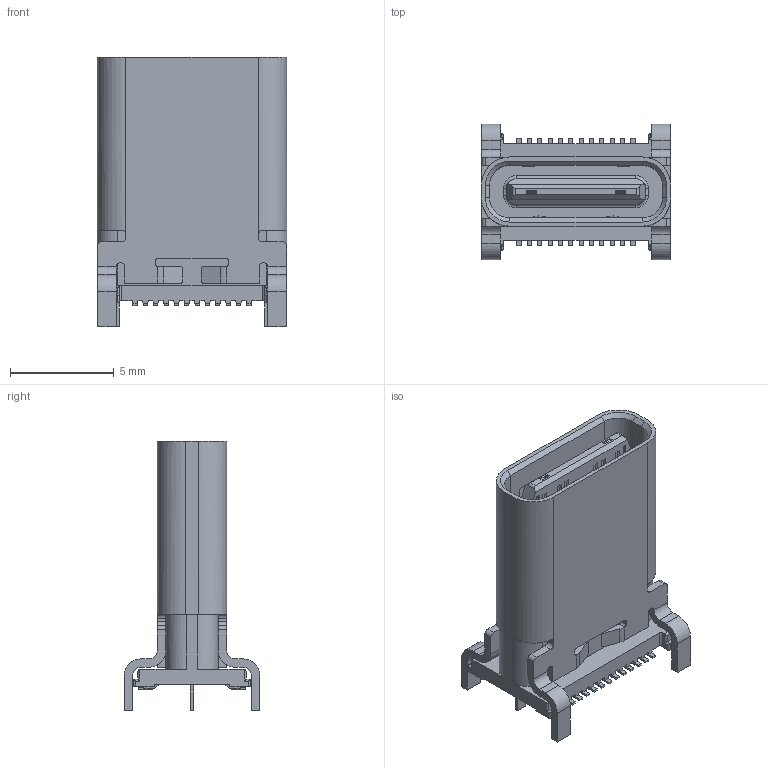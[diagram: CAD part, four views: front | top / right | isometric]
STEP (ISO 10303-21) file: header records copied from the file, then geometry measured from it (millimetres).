
FILE_DESCRIPTION((''),'2;1');
FILE_NAME('C-2337857-1','2019-01-07T07:31:43',('workeradm'),('TE Connectivity Ltd.'),'CREO PARAMETRIC BY PTC INC, 2018190','CREO PARAMETRIC BY PTC INC, 2018190','');
FILE_SCHEMA(('AUTOMOTIVE_DESIGN { 1 0 10303 214 1 1 1 1 }'));
Length unit declared in the file: millimetre
Products named in the file (1): C-2337857-1
Bounding box: 9.15 x 6.54 x 13 mm (x, y, z)
Volume: 282.9 mm3; surface area: 663.7 mm2
Topology: 1 solids, 1 shells, 740 faces, 2066 edges, 1354 vertices
Faces by surface type: plane 568, cylinder 152, bspline 12, cone 4, torus 4
Entity records: 23977 total; most frequent: CARTESIAN_POINT 4843, ORIENTED_EDGE 4124, DIRECTION 3732, EDGE_CURVE 2062, VECTOR 1720, LINE 1720, VERTEX_POINT 1354, AXIS2_PLACEMENT_3D 1006
